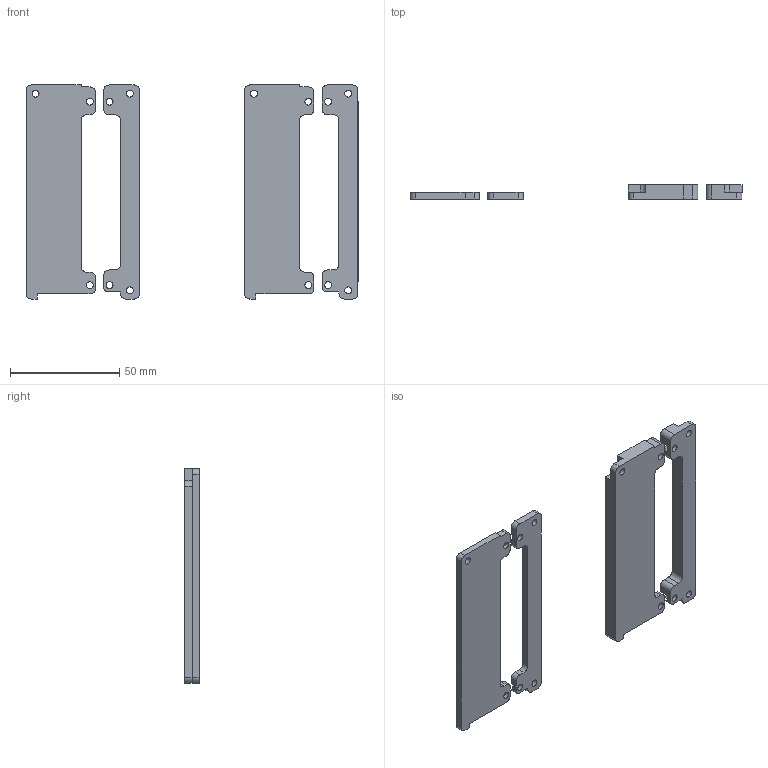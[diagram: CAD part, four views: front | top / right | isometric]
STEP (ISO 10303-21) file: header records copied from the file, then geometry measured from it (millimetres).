
FILE_DESCRIPTION(/* description */ (''),/* implementation_level */ '2;1');
FILE_NAME(/* name */ 'Switching board mounting plates with hex pockets v11.step',/* time_stamp */ '2021-01-25T01:05:54-05:00',/* author */ (''),/* organization */ (''),/* preprocessor_version */ 'ST-DEVELOPER v18.1',/* originating_system */ 'Autodesk Translation Framework v9.7.1.1290',/* authorisation */ '');
FILE_SCHEMA (('AUTOMOTIVE_DESIGN { 1 0 10303 214 3 1 1 }'));
Length unit declared in the file: millimetre
Products named in the file (6): Switching board mounting plates with hex pockets; Switching board mount plates - hex v1; Bottom_R_mounting_bracket; Bottom L; Bottom L (1); Bottom_R_mounting_bracket (1)
Assembly tree (5 placements, depth 3):
  Switching board mounting plates with hex pockets
    Switching board mount plates - hex v1
      Bottom_R_mounting_bracket
      Bottom L
    Bottom L (1)
    Bottom_R_mounting_bracket (1)
Bounding box: 151.95 x 6.65 x 98 mm (x, y, z)
Volume: 31313.3 mm3; surface area: 19594.4 mm2
Topology: 4 solids, 4 shells, 165 faces, 470 edges, 313 vertices
Faces by surface type: plane 113, cylinder 52
Full cylindrical faces by diameter (mm): 3.2 x14
Entity records: 5596 total; most frequent: CARTESIAN_POINT 959, ORIENTED_EDGE 940, DIRECTION 930, EDGE_CURVE 470, LINE 362, VECTOR 362, VERTEX_POINT 313, AXIS2_PLACEMENT_3D 284
